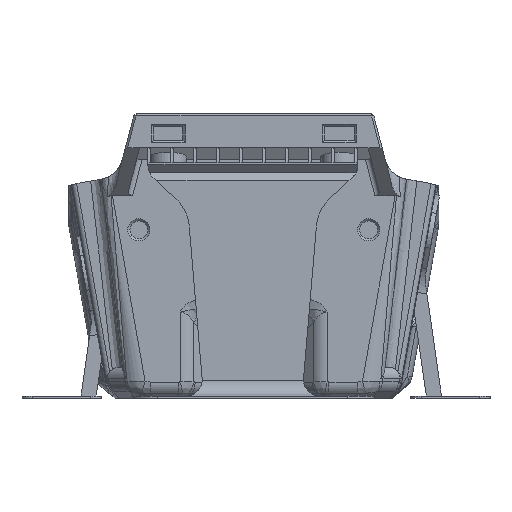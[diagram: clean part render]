
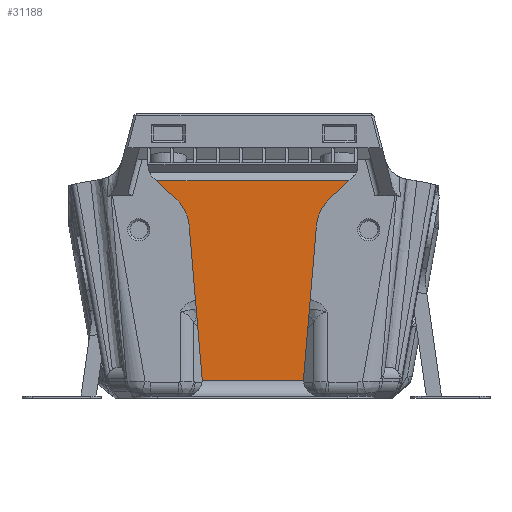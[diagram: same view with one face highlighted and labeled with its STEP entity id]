
A CAD part, front view. The second image highlights one B-rep face of the part: STEP entity #31188.
In plain terms, the highlighted planar face has unit normal (0, -1, 0).
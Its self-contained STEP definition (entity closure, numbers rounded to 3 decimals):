
#912=CIRCLE('',#33172,3.);
#913=CIRCLE('',#33173,3.);
#914=CIRCLE('',#33174,8.);
#915=CIRCLE('',#33175,8.);
#2237=LINE('',#47410,#4998);
#2239=LINE('',#47417,#5000);
#2240=LINE('',#47422,#5001);
#2241=LINE('',#47424,#5002);
#2242=LINE('',#47426,#5003);
#2243=LINE('',#47430,#5004);
#4998=VECTOR('',#36370,1000.);
#5000=VECTOR('',#36376,1000.);
#5001=VECTOR('',#36381,1000.);
#5002=VECTOR('',#36382,1000.);
#5003=VECTOR('',#36383,1000.);
#5004=VECTOR('',#36386,1000.);
#7685=PLANE('',#33171);
#9481=ORIENTED_EDGE('',*,*,#18711,.T.);
#9482=ORIENTED_EDGE('',*,*,#18712,.T.);
#9483=ORIENTED_EDGE('',*,*,#18713,.T.);
#9484=ORIENTED_EDGE('',*,*,#18709,.F.);
#9485=ORIENTED_EDGE('',*,*,#18714,.T.);
#9486=ORIENTED_EDGE('',*,*,#18715,.T.);
#9487=ORIENTED_EDGE('',*,*,#18716,.F.);
#9488=ORIENTED_EDGE('',*,*,#18717,.F.);
#9489=ORIENTED_EDGE('',*,*,#18718,.T.);
#9490=ORIENTED_EDGE('',*,*,#18719,.T.);
#18709=EDGE_CURVE('',#23391,#23392,#2237,.T.);
#18711=EDGE_CURVE('',#23393,#23394,#912,.T.);
#18712=EDGE_CURVE('',#23394,#23395,#2239,.F.);
#18713=EDGE_CURVE('',#23395,#23392,#913,.T.);
#18714=EDGE_CURVE('',#23391,#23396,#914,.T.);
#18715=EDGE_CURVE('',#23396,#23397,#2240,.T.);
#18716=EDGE_CURVE('',#23398,#23397,#2241,.T.);
#18717=EDGE_CURVE('',#23399,#23398,#2242,.T.);
#18718=EDGE_CURVE('',#23399,#23400,#915,.T.);
#18719=EDGE_CURVE('',#23400,#23393,#2243,.T.);
#23391=VERTEX_POINT('',#47409);
#23392=VERTEX_POINT('',#47411);
#23393=VERTEX_POINT('',#47415);
#23394=VERTEX_POINT('',#47416);
#23395=VERTEX_POINT('',#47418);
#23396=VERTEX_POINT('',#47421);
#23397=VERTEX_POINT('',#47423);
#23398=VERTEX_POINT('',#47425);
#23399=VERTEX_POINT('',#47427);
#23400=VERTEX_POINT('',#47429);
#27218=EDGE_LOOP('',(#9481,#9482,#9483,#9484,#9485,#9486,#9487,#9488,#9489,
#9490));
#29175=FACE_BOUND('',#27218,.T.);
#31188=ADVANCED_FACE('',(#29175),#7685,.F.);
#33171=AXIS2_PLACEMENT_3D('',#47413,#36372,#36373);
#33172=AXIS2_PLACEMENT_3D('',#47414,#36374,#36375);
#33173=AXIS2_PLACEMENT_3D('',#47419,#36377,#36378);
#33174=AXIS2_PLACEMENT_3D('',#47420,#36379,#36380);
#33175=AXIS2_PLACEMENT_3D('',#47428,#36384,#36385);
#36370=DIRECTION('',(-0.084,0.,-0.996));
#36372=DIRECTION('',(0.,1.,0.));
#36373=DIRECTION('',(0.,0.,1.));
#36374=DIRECTION('',(0.,1.,0.));
#36375=DIRECTION('',(0.,0.,1.));
#36376=DIRECTION('',(-1.,0.,0.));
#36377=DIRECTION('',(0.,1.,0.));
#36378=DIRECTION('',(0.,0.,1.));
#36379=DIRECTION('',(0.,1.,0.));
#36380=DIRECTION('',(0.,0.,1.));
#36381=DIRECTION('',(0.731,0.,0.682));
#36382=DIRECTION('',(1.,0.,0.));
#36383=DIRECTION('',(-0.731,0.,0.682));
#36384=DIRECTION('',(0.,1.,0.));
#36385=DIRECTION('',(0.,0.,1.));
#36386=DIRECTION('',(0.084,0.,-0.996));
#47409=CARTESIAN_POINT('',(11.856,-32.314,32.579));
#47410=CARTESIAN_POINT('',(36.482,-32.314,324.724));
#47411=CARTESIAN_POINT('',(9.418,-32.314,3.652));
#47413=CARTESIAN_POINT('',(0.,-32.314,327.8));
#47414=CARTESIAN_POINT('',(-12.767,-32.314,3.4));
#47415=CARTESIAN_POINT('',(-9.777,-32.314,3.652));
#47416=CARTESIAN_POINT('',(-9.767,-32.314,3.4));
#47417=CARTESIAN_POINT('',(9.143,-32.314,3.4));
#47418=CARTESIAN_POINT('',(9.407,-32.314,3.4));
#47419=CARTESIAN_POINT('',(12.407,-32.314,3.4));
#47420=CARTESIAN_POINT('',(19.828,-32.314,31.907));
#47421=CARTESIAN_POINT('',(14.372,-32.314,37.757));
#47422=CARTESIAN_POINT('',(16.736,-32.314,39.963));
#47423=CARTESIAN_POINT('',(17.982,-32.314,41.124));
#47424=CARTESIAN_POINT('',(-65.369,-32.314,41.124));
#47425=CARTESIAN_POINT('',(-18.341,-32.314,41.124));
#47426=CARTESIAN_POINT('',(-17.096,-32.314,39.963));
#47427=CARTESIAN_POINT('',(-14.731,-32.314,37.757));
#47428=CARTESIAN_POINT('',(-20.187,-32.314,31.907));
#47429=CARTESIAN_POINT('',(-12.216,-32.314,32.579));
#47430=CARTESIAN_POINT('',(-36.839,-32.314,324.694));
